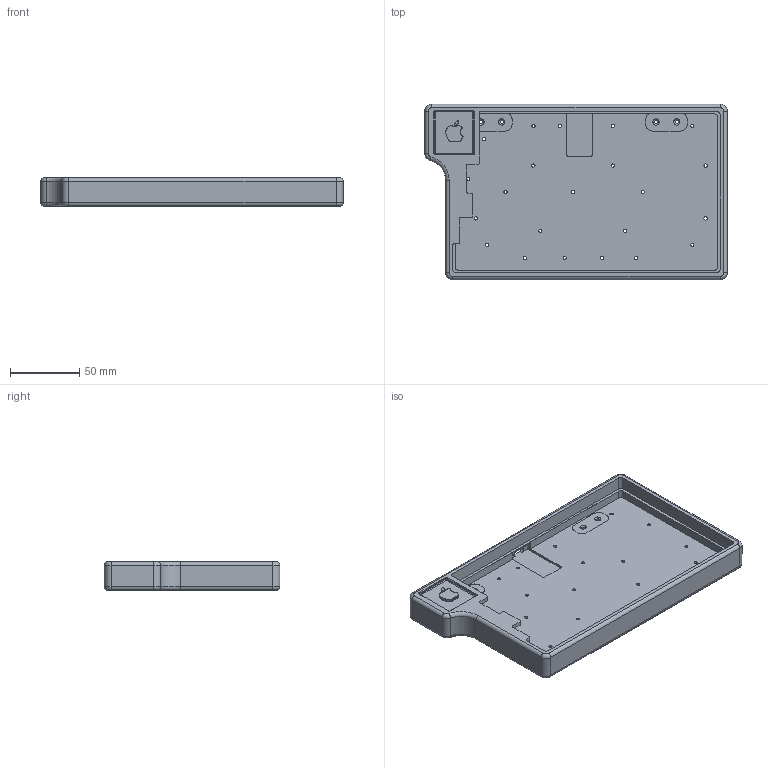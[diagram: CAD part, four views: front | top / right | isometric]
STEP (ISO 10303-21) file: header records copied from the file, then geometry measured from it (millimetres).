
FILE_DESCRIPTION(('HOOPS Exchange Step'),'2;1');
FILE_NAME('temp_export','2024-12-17T05:20:44+01:00',('juanj'),('Shapr3D Limited'),'HOOPS Exchange 2024.6','Shapr3D','Authorized');
FILE_SCHEMA( ('AP242_MANAGED_MODEL_BASED_3D_ENGINEERING_MIM_LF {1 0 10303 442 1 1 4 }') );
Length unit declared in the file: millimetre
Products named in the file (1): Case Derecha
Bounding box: 217.5 x 126.3 x 20.6 mm (x, y, z)
Volume: 138667.7 mm3; surface area: 81978.4 mm2
Topology: 1 solids, 1 shells, 298 faces, 865 edges, 570 vertices
Faces by surface type: cylinder 187, plane 61, cone 26, torus 12, bspline 8, sphere 4
Full cylindrical faces by diameter (mm): 2.3 x22, 8.5 x1, 12.5 x1
Entity records: 11662 total; most frequent: CARTESIAN_POINT 3299, DIRECTION 1876, ORIENTED_EDGE 1722, EDGE_CURVE 861, AXIS2_PLACEMENT_3D 753, VERTEX_POINT 570, CIRCLE 449, VECTOR 370
